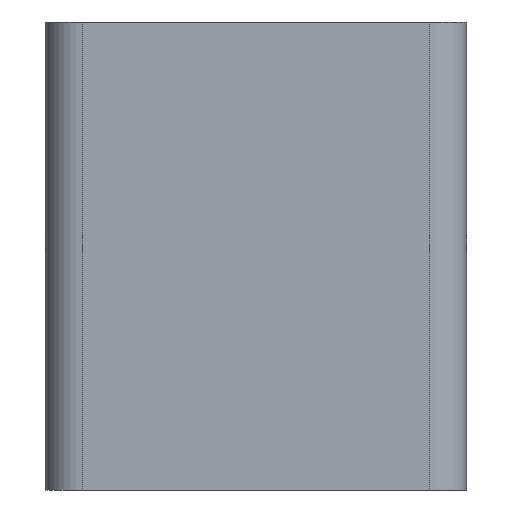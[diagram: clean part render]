
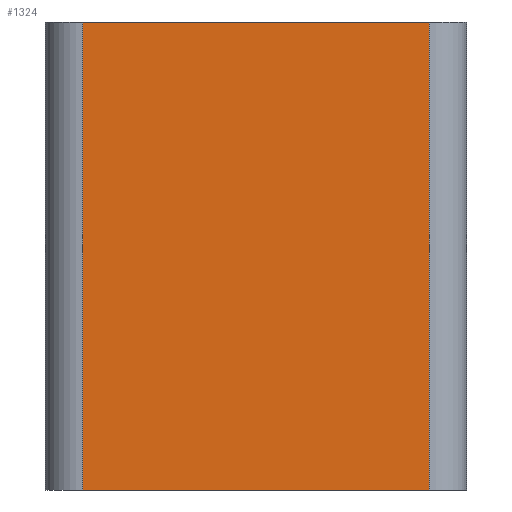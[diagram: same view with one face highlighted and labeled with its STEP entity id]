
A CAD part, front view. The second image highlights one B-rep face of the part: STEP entity #1324.
In plain terms, the highlighted planar face has unit normal (0, -1, 0).
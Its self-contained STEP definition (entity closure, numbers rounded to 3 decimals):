
#98=DIRECTION('',(1.,0.,0.));
#99=VECTOR('',#98,37.);
#100=CARTESIAN_POINT('',(-18.5,-53.,-25.));
#101=LINE('',#100,#99);
#294=DIRECTION('',(1.,0.,0.));
#295=VECTOR('',#294,37.);
#296=CARTESIAN_POINT('',(-18.5,-53.,25.));
#297=LINE('',#296,#295);
#369=DIRECTION('',(0.,0.,1.));
#370=VECTOR('',#369,50.);
#371=CARTESIAN_POINT('',(18.5,-53.,-25.));
#372=LINE('',#371,#370);
#373=DIRECTION('',(0.,0.,1.));
#374=VECTOR('',#373,50.);
#375=CARTESIAN_POINT('',(-18.5,-53.,-25.));
#376=LINE('',#375,#374);
#753=CARTESIAN_POINT('',(-18.5,-53.,-25.));
#754=VERTEX_POINT('',#753);
#755=CARTESIAN_POINT('',(18.5,-53.,-25.));
#756=VERTEX_POINT('',#755);
#785=CARTESIAN_POINT('',(-18.5,-53.,25.));
#786=VERTEX_POINT('',#785);
#787=CARTESIAN_POINT('',(18.5,-53.,25.));
#788=VERTEX_POINT('',#787);
#1312=CARTESIAN_POINT('',(-18.5,-53.,-25.));
#1313=DIRECTION('',(0.,-1.,0.));
#1314=DIRECTION('',(1.,0.,0.));
#1315=AXIS2_PLACEMENT_3D('',#1312,#1313,#1314);
#1316=PLANE('',#1315);
#1317=ORIENTED_EDGE('',*,*,#990,.F.);
#1319=ORIENTED_EDGE('',*,*,#1318,.T.);
#1320=ORIENTED_EDGE('',*,*,#1263,.T.);
#1321=ORIENTED_EDGE('',*,*,#1305,.F.);
#1322=EDGE_LOOP('',(#1317,#1319,#1320,#1321));
#1323=FACE_OUTER_BOUND('',#1322,.F.);
#1324=ADVANCED_FACE('',(#1323),#1316,.T.);
#990=EDGE_CURVE('',#754,#756,#101,.T.);
#1263=EDGE_CURVE('',#786,#788,#297,.T.);
#1305=EDGE_CURVE('',#756,#788,#372,.T.);
#1318=EDGE_CURVE('',#754,#786,#376,.T.);
